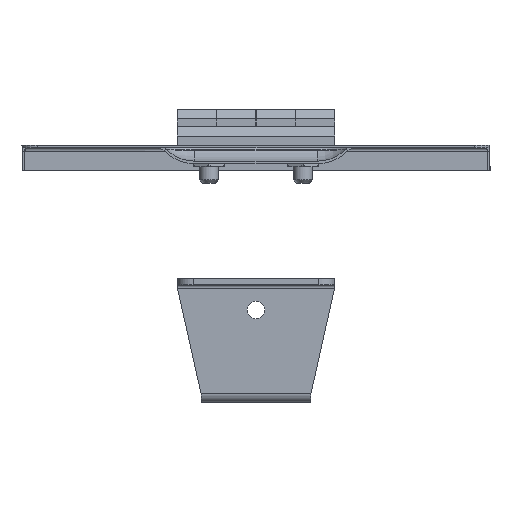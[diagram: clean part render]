
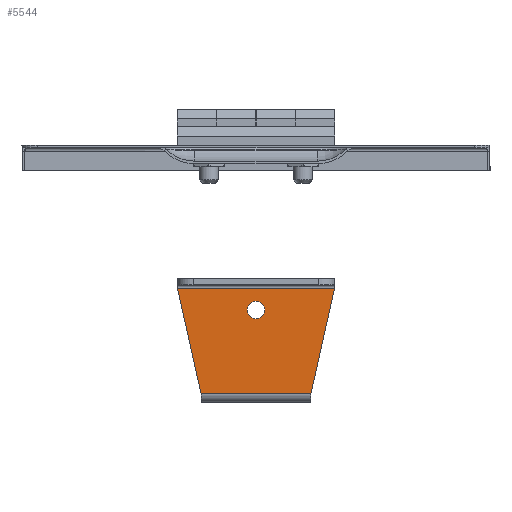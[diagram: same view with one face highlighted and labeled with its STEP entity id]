
A CAD part, left-side view. The second image highlights one B-rep face of the part: STEP entity #5544.
In plain terms, the highlighted planar face has unit normal (-1, 0, 0).
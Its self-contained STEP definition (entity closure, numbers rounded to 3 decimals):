
#132 = ORIENTED_EDGE ( 'NONE', *, *, #7498, .F. ) ;
#357 = DIRECTION ( 'NONE',  ( 0., 0.218, 0.976 ) ) ;
#459 = CARTESIAN_POINT ( 'NONE',  ( -2., -23.253, -10.803 ) ) ;
#707 = CARTESIAN_POINT ( 'NONE',  ( -2., -17.5, -36.5 ) ) ;
#776 = CARTESIAN_POINT ( 'NONE',  ( -2., 25., -36.5 ) ) ;
#969 = EDGE_CURVE ( 'NONE', #2950, #2694, #7203, .T. ) ;
#1011 = VERTEX_POINT ( 'NONE', #9189 ) ;
#1332 = DIRECTION ( 'NONE',  ( 0., 0., 1. ) ) ;
#1552 = AXIS2_PLACEMENT_3D ( 'NONE', #6085, #2201, #6912 ) ;
#2080 = EDGE_CURVE ( 'NONE', #6162, #2694, #4714, .T. ) ;
#2133 = DIRECTION ( 'NONE',  ( -1., 0., 0. ) ) ;
#2201 = DIRECTION ( 'NONE',  ( -1., 0., 0. ) ) ;
#2591 = VECTOR ( 'NONE', #4505, 1000. ) ;
#2694 = VERTEX_POINT ( 'NONE', #707 ) ;
#2852 = FACE_BOUND ( 'NONE', #7056, .T. ) ;
#2932 = ORIENTED_EDGE ( 'NONE', *, *, #5181, .F. ) ;
#2950 = VERTEX_POINT ( 'NONE', #6059 ) ;
#3000 = CARTESIAN_POINT ( 'NONE',  ( -2., 0., -10. ) ) ;
#3010 = CARTESIAN_POINT ( 'NONE',  ( -2., 0., -7.25 ) ) ;
#3013 = VERTEX_POINT ( 'NONE', #6515 ) ;
#3184 = ORIENTED_EDGE ( 'NONE', *, *, #969, .T. ) ;
#3299 = DIRECTION ( 'NONE',  ( 0., -1., 0. ) ) ;
#3482 = ORIENTED_EDGE ( 'NONE', *, *, #10362, .F. ) ;
#3591 = FACE_OUTER_BOUND ( 'NONE', #4095, .T. ) ;
#4095 = EDGE_LOOP ( 'NONE', ( #3184, #4418, #3482, #132 ) ) ;
#4201 = CARTESIAN_POINT ( 'NONE',  ( -2., -25., -3. ) ) ;
#4418 = ORIENTED_EDGE ( 'NONE', *, *, #2080, .F. ) ;
#4505 = DIRECTION ( 'NONE',  ( 0., 0.218, -0.976 ) ) ;
#4714 = LINE ( 'NONE', #459, #2591 ) ;
#5057 = AXIS2_PLACEMENT_3D ( 'NONE', #3000, #2133, #1332 ) ;
#5181 = EDGE_CURVE ( 'NONE', #6748, #3013, #6191, .T. ) ;
#5318 = CARTESIAN_POINT ( 'NONE',  ( -2., 25., 0. ) ) ;
#5544 = ADVANCED_FACE ( 'NONE', ( #2852, #3591 ), #9377, .T. ) ;
#6059 = CARTESIAN_POINT ( 'NONE',  ( -2., 17.5, -36.5 ) ) ;
#6085 = CARTESIAN_POINT ( 'NONE',  ( -2., 0., -10. ) ) ;
#6162 = VERTEX_POINT ( 'NONE', #4201 ) ;
#6191 = CIRCLE ( 'NONE', #1552, 2.75 ) ;
#6515 = CARTESIAN_POINT ( 'NONE',  ( -2., 0., -12.75 ) ) ;
#6537 = CARTESIAN_POINT ( 'NONE',  ( -2., 25., -3. ) ) ;
#6748 = VERTEX_POINT ( 'NONE', #3010 ) ;
#6848 = DIRECTION ( 'NONE',  ( 0., 0., 1. ) ) ;
#6912 = DIRECTION ( 'NONE',  ( 0., 0., 1. ) ) ;
#6956 = DIRECTION ( 'NONE',  ( -1., 0., 0. ) ) ;
#7056 = EDGE_LOOP ( 'NONE', ( #10479, #2932 ) ) ;
#7203 = LINE ( 'NONE', #776, #9672 ) ;
#7322 = LINE ( 'NONE', #6537, #8989 ) ;
#7347 = AXIS2_PLACEMENT_3D ( 'NONE', #5318, #6956, #6848 ) ;
#7498 = EDGE_CURVE ( 'NONE', #2950, #1011, #7747, .T. ) ;
#7592 = VECTOR ( 'NONE', #357, 1000. ) ;
#7601 = EDGE_CURVE ( 'NONE', #3013, #6748, #8276, .T. ) ;
#7747 = LINE ( 'NONE', #9967, #7592 ) ;
#8276 = CIRCLE ( 'NONE', #5057, 2.75 ) ;
#8989 = VECTOR ( 'NONE', #9751, 1000. ) ;
#9189 = CARTESIAN_POINT ( 'NONE',  ( -2., 25., -3. ) ) ;
#9377 = PLANE ( 'NONE',  #7347 ) ;
#9672 = VECTOR ( 'NONE', #3299, 1000. ) ;
#9751 = DIRECTION ( 'NONE',  ( 0., -1., 0. ) ) ;
#9967 = CARTESIAN_POINT ( 'NONE',  ( -2., 25.64, -0.143 ) ) ;
#10362 = EDGE_CURVE ( 'NONE', #1011, #6162, #7322, .T. ) ;
#10479 = ORIENTED_EDGE ( 'NONE', *, *, #7601, .F. ) ;
